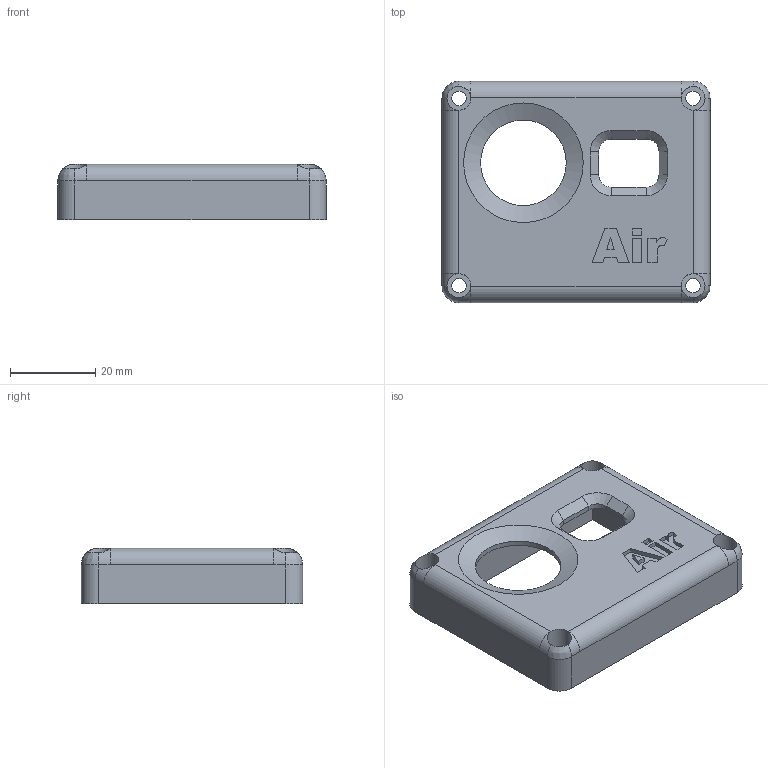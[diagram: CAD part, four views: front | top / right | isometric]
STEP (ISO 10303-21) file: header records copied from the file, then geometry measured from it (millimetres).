
FILE_DESCRIPTION(/* description */ (''),/* implementation_level */ '2;1');
FILE_NAME(/* name */ 'sensor_air_top.step',/* time_stamp */ '2023-12-28T08:45:47+09:00',/* author */ (''),/* organization */ (''),/* preprocessor_version */ 'ST-DEVELOPER v20',/* originating_system */ 'Autodesk Translation Framework v12.14.0.127',/* authorisation */ '');
FILE_SCHEMA (('AUTOMOTIVE_DESIGN { 1 0 10303 214 3 1 1 }'));
Length unit declared in the file: millimetre
Products named in the file (1): airq
Bounding box: 63 x 52 x 13 mm (x, y, z)
Volume: 20241.9 mm3; surface area: 10811 mm2
Topology: 1 solids, 1 shells, 92 faces, 225 edges, 141 vertices
Faces by surface type: plane 52, cylinder 29, bspline 6, cone 5
Full cylindrical faces by diameter (mm): 3.4 x4, 5.6 x4, 20.1 x1
Entity records: 2866 total; most frequent: CARTESIAN_POINT 633, ORIENTED_EDGE 450, DIRECTION 448, EDGE_CURVE 225, LINE 152, VECTOR 152, AXIS2_PLACEMENT_3D 148, VERTEX_POINT 141
